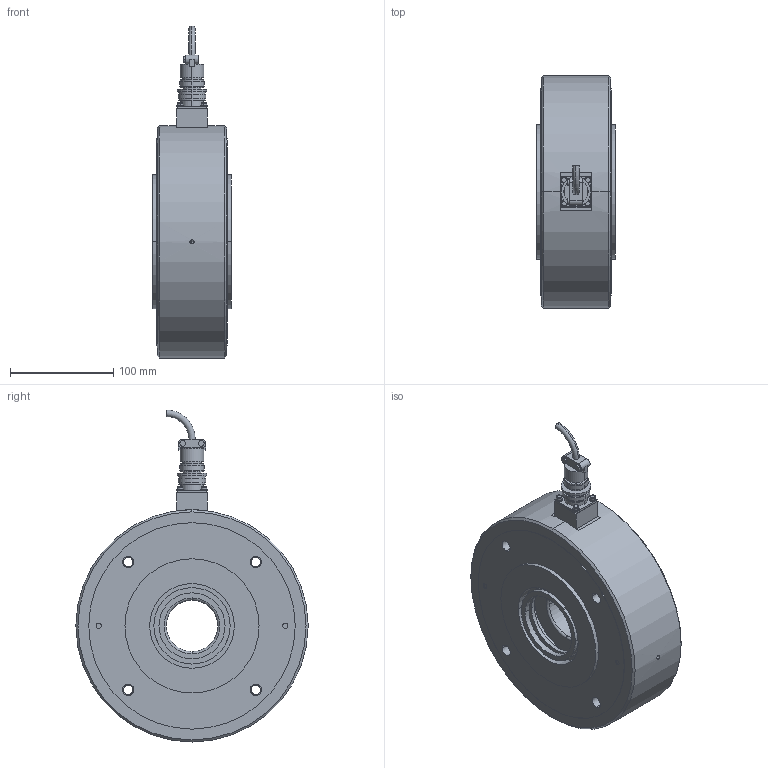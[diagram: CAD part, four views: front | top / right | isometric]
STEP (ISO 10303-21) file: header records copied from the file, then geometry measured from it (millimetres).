
FILE_DESCRIPTION((''),'2;1');
FILE_NAME('50038.stp','2007-09-21T14:55:49',(''),(''),'Mechanical Desktop 2007','Mechanical Desktop 2007',', , ');
FILE_SCHEMA(('CONFIG_CONTROL_DESIGN'));
Length unit declared in the file: millimetre
Products named in the file (28): ZEICHNUNG6; L50038; L4765504; TEIL1A; L49026; TEIL1AAAA; I-6KT_SCHRAUBE_M6X60A; I-6KT_SCHRAUBE_M6X60; I-6KT_SCHRAUBE_M3X25; I-6KT_SCHRAUBE_M3X25A; FEDERRING_M3A; FEDERRING_M3; V_RING_V65AA; V_RING_V65A; FLANSCHDOSE_14S-2P_4-POLIGA; FLANSCHDOSE_14S-2P_4-POLIG; PENDELKUGELLAGER_1310TV; PENDELKUGELLAGER_1310TVA; SICHERUNGSRING_J110; SICHERUNGSRING_J110A; L4340402; TEIL1AAA; L49152; TEIL1AA; L49153; TEIL1; RM_SDBA; RM_SDB
Assembly tree (40 placements, depth 4):
  ZEICHNUNG6
    L50038
      L4765504
        TEIL1A
      L49026
        TEIL1AAAA
      I-6KT_SCHRAUBE_M6X60A  x2
        I-6KT_SCHRAUBE_M6X60
      I-6KT_SCHRAUBE_M3X25  x4
        I-6KT_SCHRAUBE_M3X25A
      FEDERRING_M3A  x4
        FEDERRING_M3
      V_RING_V65AA  x2
        V_RING_V65A
      FLANSCHDOSE_14S-2P_4-POLIGA
        FLANSCHDOSE_14S-2P_4-POLIG
      PENDELKUGELLAGER_1310TV
        PENDELKUGELLAGER_1310TVA
      SICHERUNGSRING_J110
        SICHERUNGSRING_J110A
      L4340402  x2
        TEIL1AAA
      L49152
        TEIL1AA
      L49153
        TEIL1
      RM_SDBA  x3
    RM_SDB  x3
Bounding box: 75.9 x 225 x 321.65 mm (x, y, z)
Volume: 2413074.3 mm3; surface area: 391616.4 mm2
Topology: 21 solids, 21 shells, 418 faces, 981 edges, 641 vertices
Faces by surface type: cylinder 240, plane 114, cone 38, torus 22, bspline 4
Entity records: 10679 total; most frequent: DIRECTION 1955, CARTESIAN_POINT 1843, ORIENTED_EDGE 1482, AXIS2_PLACEMENT_3D 837, EDGE_CURVE 741, VERTEX_POINT 491, CIRCLE 456, EDGE_LOOP 440
